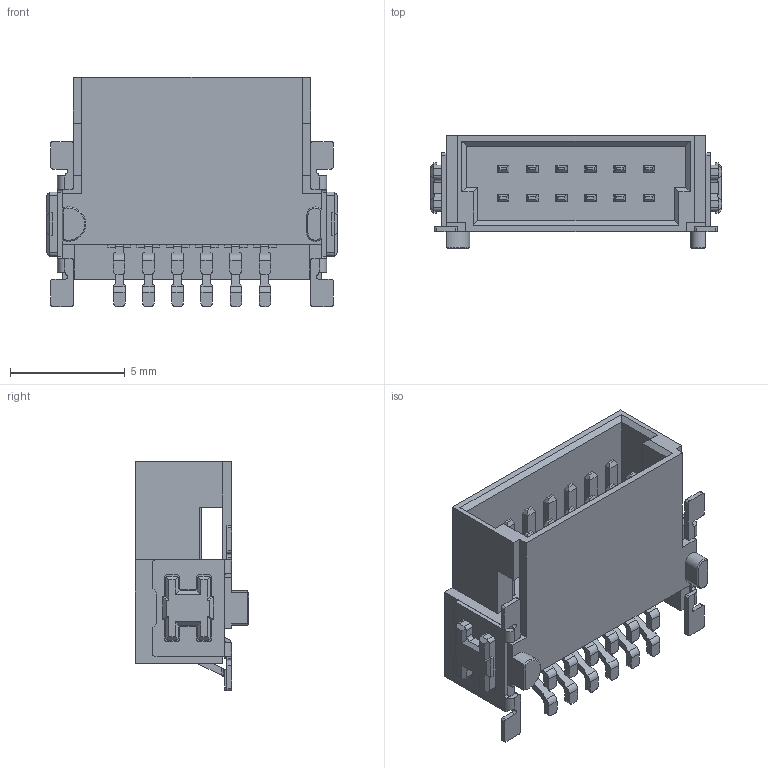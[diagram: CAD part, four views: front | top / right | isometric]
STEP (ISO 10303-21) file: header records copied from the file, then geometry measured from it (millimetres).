
FILE_DESCRIPTION((''),'2;1');
FILE_NAME('M55-7101242_ASM','2017-09-22T10:53:47',('sbennett'),(''),'CREO PARAMETRIC BY PTC INC, 2016510','CREO PARAMETRIC BY PTC INC, 2016510','');
FILE_SCHEMA(('CONFIG_CONTROL_DESIGN','SHAPE_APPEARANCE_LAYERS_GROUPS'));
Length unit declared in the file: millimetre
Products named in the file (5): M55-71012_MOULD; M55-710_STRAP; M55-710_LARGE_CONTACT; M55-710_SMALL_CONTACT; M55-7101242_ASM
Assembly tree (15 placements, depth 2):
  M55-7101242_ASM
    M55-71012_MOULD
    M55-710_STRAP  x2
    M55-710_LARGE_CONTACT  x6
    M55-710_SMALL_CONTACT  x6
Bounding box: 12.7 x 4.95 x 10 mm (x, y, z)
Volume: 211.3 mm3; surface area: 841 mm2
Topology: 15 solids, 15 shells, 1003 faces, 2828 edges, 1866 vertices
Faces by surface type: plane 693, cylinder 307, cone 3
Entity records: 19222 total; most frequent: CARTESIAN_POINT 2755, ORIENTED_EDGE 2472, DIRECTION 2227, PRESENTATION_STYLE_ASSIGNMENT 1336, STYLED_ITEM 1240, CURVE_STYLE 1236, EDGE_CURVE 1236, VECTOR 1015
